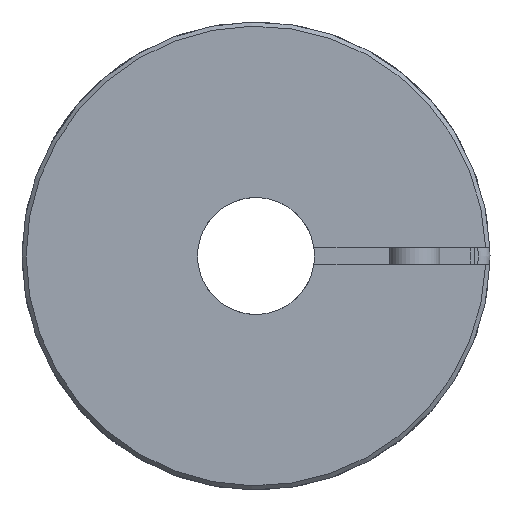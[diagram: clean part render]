
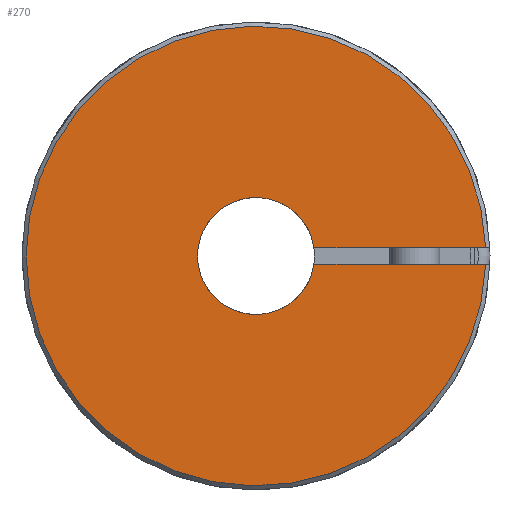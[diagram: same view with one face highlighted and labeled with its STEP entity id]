
A CAD part, left-side view. The second image highlights one B-rep face of the part: STEP entity #270.
In plain terms, the highlighted planar face has unit normal (-1, 0, 0).
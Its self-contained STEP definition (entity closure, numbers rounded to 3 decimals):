
#270 = ADVANCED_FACE( '', ( #617 ), #618, .F. );
#617 = FACE_OUTER_BOUND( '', #1028, .T. );
#618 = PLANE( '', #1029 );
#1028 = EDGE_LOOP( '', ( #1700, #1701, #1702, #1703 ) );
#1029 = AXIS2_PLACEMENT_3D( '', #1704, #1705, #1706 );
#1700 = ORIENTED_EDGE( '', *, *, #2184, .T. );
#1701 = ORIENTED_EDGE( '', *, *, #2253, .T. );
#1702 = ORIENTED_EDGE( '', *, *, #2247, .T. );
#1703 = ORIENTED_EDGE( '', *, *, #2254, .F. );
#1704 = CARTESIAN_POINT( '', ( -30.5, 0., 0. ) );
#1705 = DIRECTION( '', ( 1., 0., 0. ) );
#1706 = DIRECTION( '', ( 0., 0., 1. ) );
#2184 = EDGE_CURVE( '', #2587, #2585, #2588, .T. );
#2247 = EDGE_CURVE( '', #2675, #2676, #2677, .T. );
#2253 = EDGE_CURVE( '', #2585, #2675, #2685, .T. );
#2254 = EDGE_CURVE( '', #2587, #2676, #2686, .T. );
#2585 = VERTEX_POINT( '', #3970 );
#2587 = VERTEX_POINT( '', #3973 );
#2588 = LINE( '', #3974, #3975 );
#2675 = VERTEX_POINT( '', #4582 );
#2676 = VERTEX_POINT( '', #4583 );
#2677 = LINE( '', #4584, #4585 );
#2685 = CIRCLE( '', #4597, 27.5 );
#2686 = CIRCLE( '', #4598, 7. );
#3970 = CARTESIAN_POINT( '', ( -30.5, -27.482, 1. ) );
#3973 = CARTESIAN_POINT( '', ( -30.5, -6.928, 1. ) );
#3974 = CARTESIAN_POINT( '', ( -30.5, -9.95, 1. ) );
#3975 = VECTOR( '', #4895, 1000. );
#4582 = CARTESIAN_POINT( '', ( -30.5, -27.482, -1. ) );
#4583 = CARTESIAN_POINT( '', ( -30.5, -6.928, -1. ) );
#4584 = CARTESIAN_POINT( '', ( -30.5, -9.95, -1. ) );
#4585 = VECTOR( '', #4977, 1000. );
#4597 = AXIS2_PLACEMENT_3D( '', #4982, #4983, #4984 );
#4598 = AXIS2_PLACEMENT_3D( '', #4985, #4986, #4987 );
#4895 = DIRECTION( '', ( 0., -1., 0. ) );
#4977 = DIRECTION( '', ( 0., 1., 0. ) );
#4982 = CARTESIAN_POINT( '', ( -30.5, 0., 0. ) );
#4983 = DIRECTION( '', ( -1., 0., 0. ) );
#4984 = DIRECTION( '', ( 0., 1., 0. ) );
#4985 = CARTESIAN_POINT( '', ( -30.5, 0., 0. ) );
#4986 = DIRECTION( '', ( -1., 0., 0. ) );
#4987 = DIRECTION( '', ( 0., -1., 0. ) );
